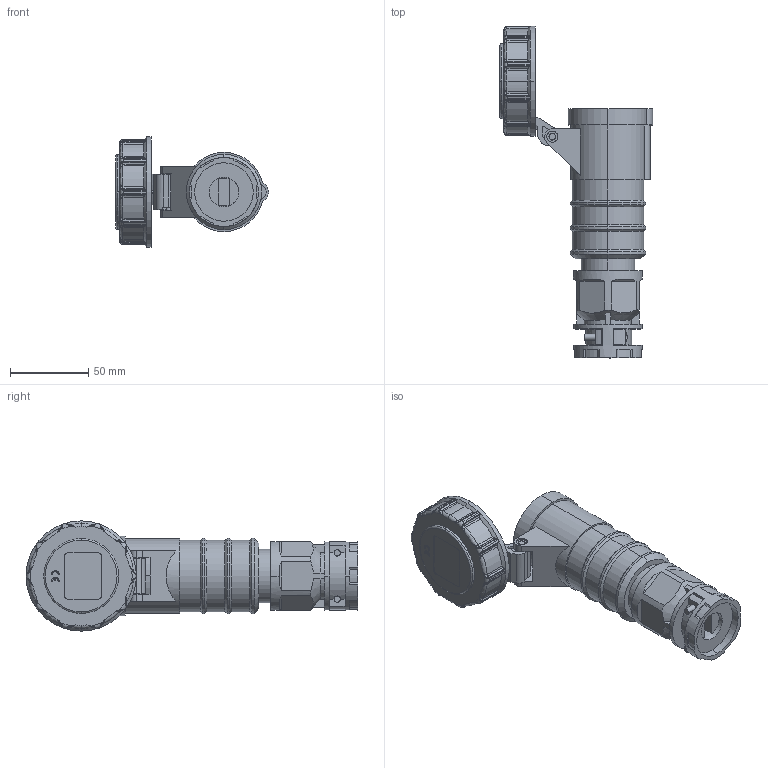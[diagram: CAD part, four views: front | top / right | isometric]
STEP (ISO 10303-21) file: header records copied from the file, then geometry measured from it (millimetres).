
FILE_DESCRIPTION (( 'STEP AP203' ), '1' );
FILE_NAME ('BRY320C6W.step', '2022-08-17T20:07:00', ( '' ), ( '' ), 'SwSTEP 2.0', 'SolidWorks 2021', '' );
FILE_SCHEMA (( 'CONFIG_CONTROL_DESIGN' ));
Length unit declared in the file: millimetre
Products named in the file (1): BRY320C6W
Bounding box: 97.8 x 212.06 x 70.5 mm (x, y, z)
Volume: 272695.2 mm3; surface area: 72768.1 mm2
Topology: 9 solids, 9 shells, 676 faces, 1810 edges, 1147 vertices
Faces by surface type: plane 261, cylinder 247, bspline 85, torus 42, cone 37, sphere 4
Entity records: 24597 total; most frequent: CARTESIAN_POINT 8850, ORIENTED_EDGE 3576, DIRECTION 2820, EDGE_CURVE 1788, VERTEX_POINT 1146, AXIS2_PLACEMENT_3D 1058, EDGE_LOOP 718, VECTOR 704
